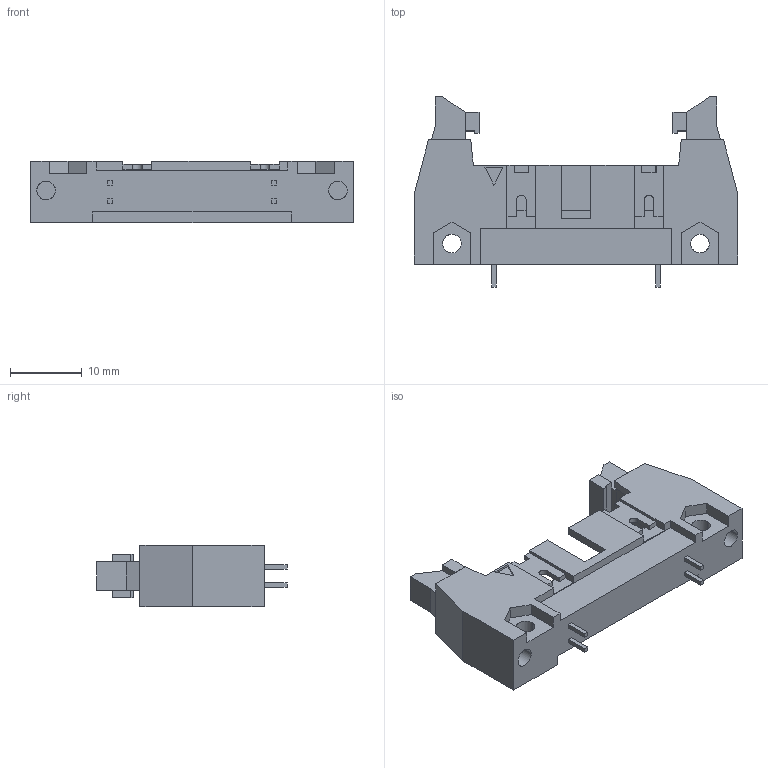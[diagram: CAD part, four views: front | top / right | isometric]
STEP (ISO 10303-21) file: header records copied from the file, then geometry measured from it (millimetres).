
FILE_DESCRIPTION(('STEP AP242'),'1');
FILE_NAME('09185206914.stp','2019-12-22T06:54:38',('TraceParts'),('TraceParts S.A.'),'Spatial InterOp 3D',' ',' ');
FILE_SCHEMA(('AP242_MANAGED_MODEL_BASED_3D_ENGINEERING_MIM_LF {1 0 10303 442 1 1 4}'));
Length unit declared in the file: millimetre
Products named in the file (1): 09185206914
Bounding box: 45 x 26.5 x 8.5 mm (x, y, z)
Volume: 3969.6 mm3; surface area: 3451.7 mm2
Topology: 1 solids, 1 shells, 158 faces, 429 edges, 282 vertices
Faces by surface type: bspline 158
Entity records: 6334 total; most frequent: CARTESIAN_POINT 1925, ORIENTED_EDGE 858, EDGE_CURVE 429, B_SPLINE_CURVE_WITH_KNOTS 405, VERTEX_POINT 282, PRESENTATION_STYLE_ASSIGNMENT 264, COLOUR_RGB 264, STYLED_ITEM 223
